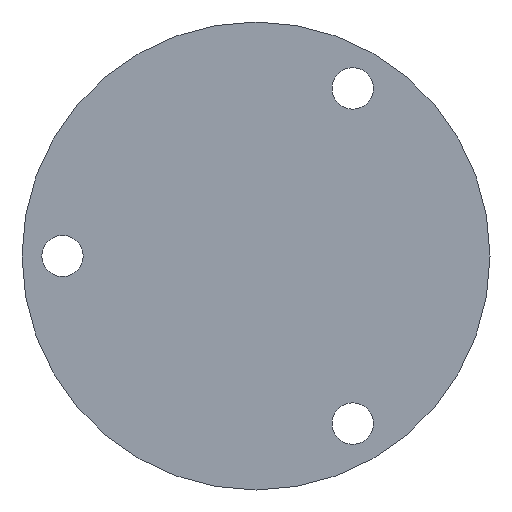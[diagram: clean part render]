
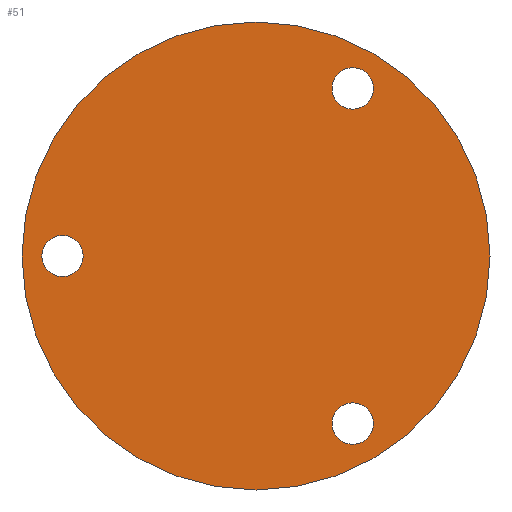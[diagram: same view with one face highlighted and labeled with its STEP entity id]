
A CAD part, front view. The second image highlights one B-rep face of the part: STEP entity #51.
In plain terms, the highlighted planar face has unit normal (0, -1, 0).
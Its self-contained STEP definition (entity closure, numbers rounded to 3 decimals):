
#51 = ADVANCED_FACE( '', ( #109, #110, #111, #112 ), #113, .F. );
#109 = FACE_BOUND( '', #164, .T. );
#110 = FACE_BOUND( '', #165, .T. );
#111 = FACE_BOUND( '', #166, .T. );
#112 = FACE_OUTER_BOUND( '', #167, .T. );
#113 = PLANE( '', #168 );
#164 = EDGE_LOOP( '', ( #229 ) );
#165 = EDGE_LOOP( '', ( #230 ) );
#166 = EDGE_LOOP( '', ( #231 ) );
#167 = EDGE_LOOP( '', ( #232 ) );
#168 = AXIS2_PLACEMENT_3D( '', #233, #234, #235 );
#229 = ORIENTED_EDGE( '', *, *, #267, .T. );
#230 = ORIENTED_EDGE( '', *, *, #263, .T. );
#231 = ORIENTED_EDGE( '', *, *, #252, .T. );
#232 = ORIENTED_EDGE( '', *, *, #261, .T. );
#233 = CARTESIAN_POINT( '', ( 13., 0., 0. ) );
#234 = DIRECTION( '', ( 0., 1., 0. ) );
#235 = DIRECTION( '', ( 0., 0., 1. ) );
#252 = EDGE_CURVE( '', #279, #279, #280, .T. );
#261 = EDGE_CURVE( '', #294, #294, #295, .T. );
#263 = EDGE_CURVE( '', #297, #297, #298, .T. );
#267 = EDGE_CURVE( '', #303, #303, #304, .T. );
#279 = VERTEX_POINT( '', #316 );
#280 = CIRCLE( '', #317, 1.15 );
#294 = VERTEX_POINT( '', #331 );
#295 = CIRCLE( '', #332, 13. );
#297 = VERTEX_POINT( '', #334 );
#298 = CIRCLE( '', #335, 1.15 );
#303 = VERTEX_POINT( '', #340 );
#304 = CIRCLE( '', #341, 1.15 );
#316 = CARTESIAN_POINT( '', ( -9.6, 0., 0. ) );
#317 = AXIS2_PLACEMENT_3D( '', #354, #355, #356 );
#331 = CARTESIAN_POINT( '', ( 0., 0., -13. ) );
#332 = AXIS2_PLACEMENT_3D( '', #372, #373, #374 );
#334 = CARTESIAN_POINT( '', ( 4.8, 0., 8.314 ) );
#335 = AXIS2_PLACEMENT_3D( '', #375, #376, #377 );
#340 = CARTESIAN_POINT( '', ( 4.8, 0., -8.314 ) );
#341 = AXIS2_PLACEMENT_3D( '', #381, #382, #383 );
#354 = CARTESIAN_POINT( '', ( -10.75, 0., 0. ) );
#355 = DIRECTION( '', ( 0., 1., 0. ) );
#356 = DIRECTION( '', ( 1., 0., 0. ) );
#372 = CARTESIAN_POINT( '', ( 0., 0., 0. ) );
#373 = DIRECTION( '', ( 0., -1., 0. ) );
#374 = DIRECTION( '', ( 0., 0., -1. ) );
#375 = CARTESIAN_POINT( '', ( 5.375, 0., 9.31 ) );
#376 = DIRECTION( '', ( 0., 1., 0. ) );
#377 = DIRECTION( '', ( -0.5, 0., -0.866 ) );
#381 = CARTESIAN_POINT( '', ( 5.375, 0., -9.31 ) );
#382 = DIRECTION( '', ( 0., 1., 0. ) );
#383 = DIRECTION( '', ( -0.5, 0., 0.866 ) );
